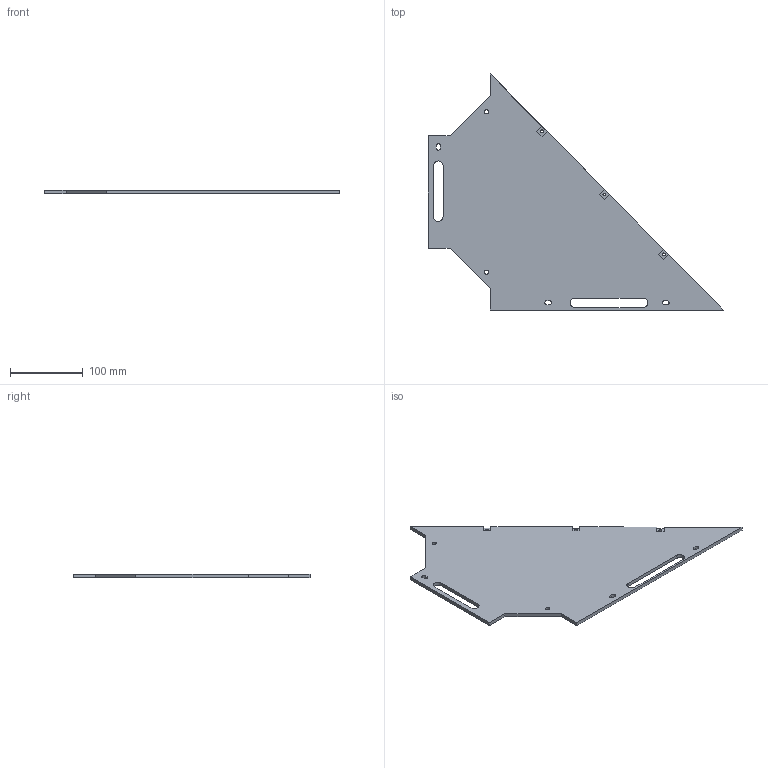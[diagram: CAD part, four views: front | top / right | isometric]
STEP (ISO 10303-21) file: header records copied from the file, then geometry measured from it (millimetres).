
FILE_DESCRIPTION (( 'STEP AP203' ), '1' );
FILE_NAME ('B_P_2.STEP', '2025-12-04T11:50:16', ( '' ), ( '' ), 'SwSTEP 2.0', 'SolidWorks 2022', '' );
FILE_SCHEMA (( 'CONFIG_CONTROL_DESIGN' ));
Length unit declared in the file: millimetre
Products named in the file (1): B_P_2
Bounding box: 404.75 x 323.5 x 5 mm (x, y, z)
Volume: 325330.5 mm3; surface area: 139266.2 mm2
Topology: 1 solids, 1 shells, 56 faces, 162 edges, 108 vertices
Faces by surface type: plane 33, cylinder 23
Entity records: 1969 total; most frequent: CARTESIAN_POINT 327, ORIENTED_EDGE 324, DIRECTION 322, EDGE_CURVE 162, LINE 116, VECTOR 116, VERTEX_POINT 108, AXIS2_PLACEMENT_3D 103
